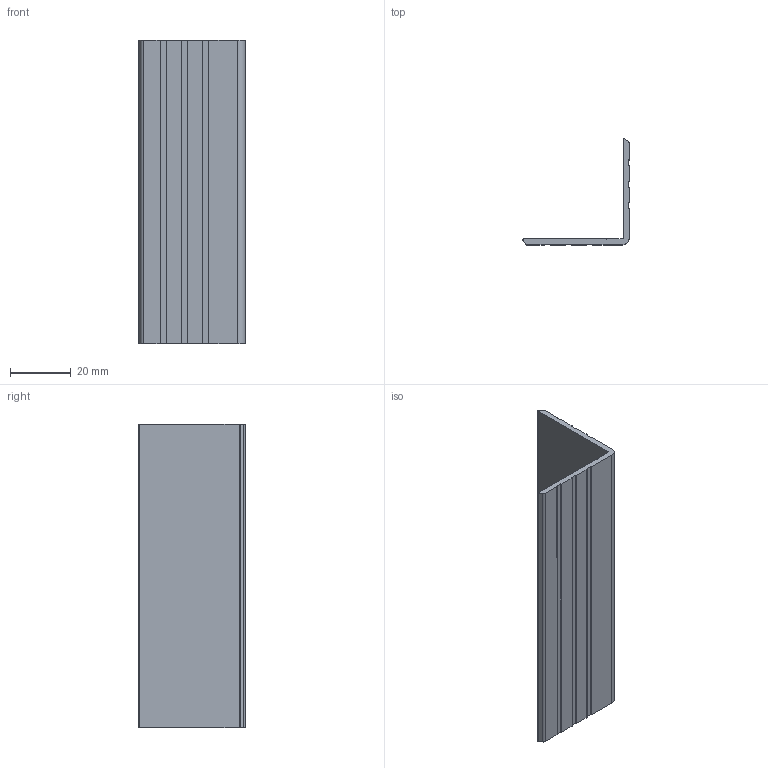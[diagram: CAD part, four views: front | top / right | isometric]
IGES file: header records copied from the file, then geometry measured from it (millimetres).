
Start section: SolidWorks IGES file using analytic representation for surfaces
Global section: file name: 6111.IGS; native system: SolidWorks 2011; preprocessor: SolidWorks 2011; author: martinb; date: 110117.113552; units: millimetre
Bounding box: 35 x 35 x 100 mm (x, y, z)
Volume: 13033.3 mm3; surface area: 14223.1 mm2
Topology: 1 solids, 1 shells, 41 faces, 117 edges, 78 vertices
Faces by surface type: plane 35, revolution 6
